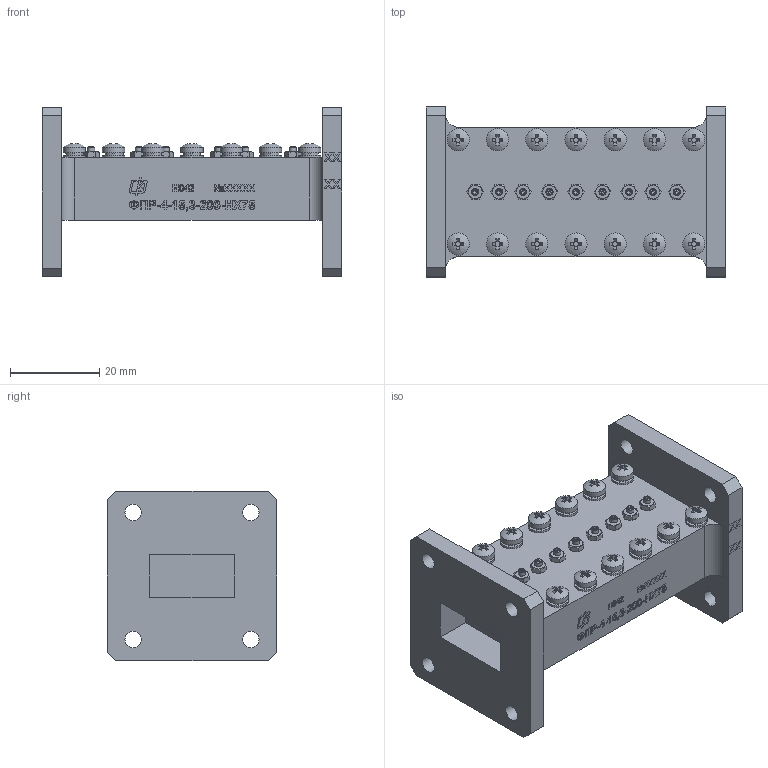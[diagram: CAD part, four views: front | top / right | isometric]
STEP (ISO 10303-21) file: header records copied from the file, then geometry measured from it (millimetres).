
FILE_DESCRIPTION(('STEP AP203'), '1');
FILE_NAME('ÍØÁÀ.468844.181_Ôèëüòð ÔÏÐ-4-15,3-200-ÍÕ75', '', ('UNSPECIFIED'), ('UNSPECIFIED'), 'ASCON STEP Converter 1.6', 'ASCON Math Kernel', '');
FILE_SCHEMA(('CONFIG_CONTROL_DESIGN'));
Length unit declared in the file: millimetre
Products named in the file (1): НШБА.468844.181_Фильтр ФПР-4-15,3-200-НХ75
Bounding box: 67.2 x 38.1 x 38.1 mm (x, y, z)
Volume: 33748.5 mm3; surface area: 15827.4 mm2
Topology: 38 solids, 54 shells, 1153 faces, 2773 edges, 1832 vertices
Faces by surface type: plane 821, cylinder 150, bspline 118, cone 50, sphere 14
Full cylindrical faces by diameter (mm): 1.25 x9, 1.6 x9, 2 x2, 2.05 x14, 2.5 x14, 2.7 x28, 3.7 x8, 5 x28
Entity records: 62702 total; most frequent: CARTESIAN_POINT 28047, ORIENTED_EDGE 5176, DIRECTION 4560, EDGE_CURVE 2588, VERTEX_POINT 1809, LINE 1544, VECTOR 1544, AXIS2_PLACEMENT_3D 1508
